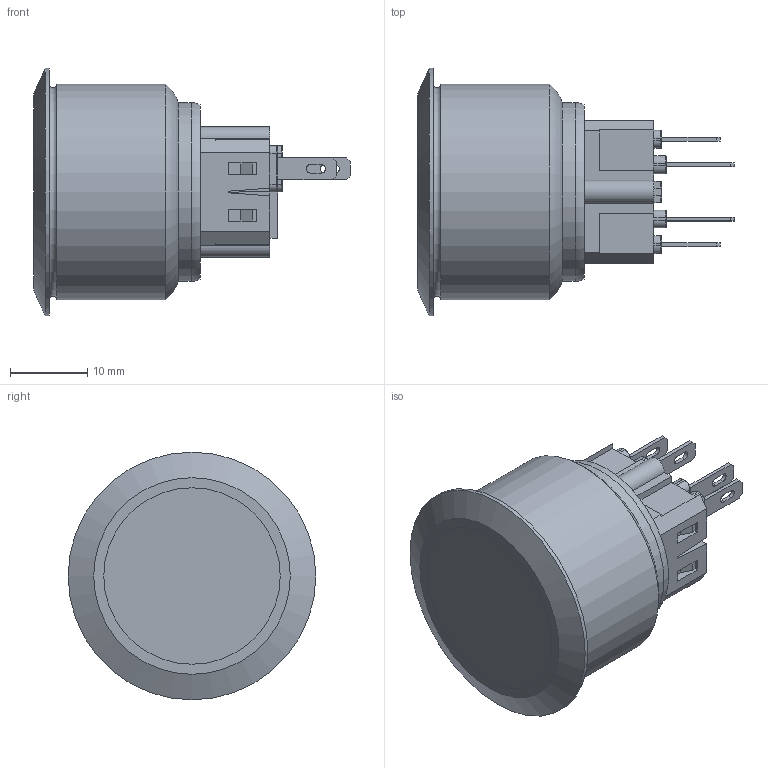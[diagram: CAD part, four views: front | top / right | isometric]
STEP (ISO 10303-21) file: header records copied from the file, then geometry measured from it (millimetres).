
FILE_DESCRIPTION((''),'2;1');
FILE_NAME('PV9F2Y0xx.stp','2017-09-15T14:32:11',('mroman'),(''),'Autodesk Inventor 2012','Autodesk Inventor 2012','');
FILE_SCHEMA(('CONFIG_CONTROL_DESIGN'));
Length unit declared in the file: inch
Products named in the file (1): PV9F2Y0xx
Bounding box: 40.9 x 32 x 32 mm (x, y, z)
Volume: 8439.9 mm3; surface area: 6609.4 mm2
Topology: 1 solids, 2 shells, 285 faces, 704 edges, 439 vertices
Faces by surface type: plane 214, cylinder 51, torus 19, cone 1
Full cylindrical faces by diameter (mm): 1.75 x1, 22.8 x1, 23.1 x1, 27.9 x1, 32 x1
Entity records: 8232 total; most frequent: CARTESIAN_POINT 1414, DIRECTION 1396, ORIENTED_EDGE 1384, EDGE_CURVE 692, VECTOR 560, LINE 560, VERTEX_POINT 436, AXIS2_PLACEMENT_3D 418
